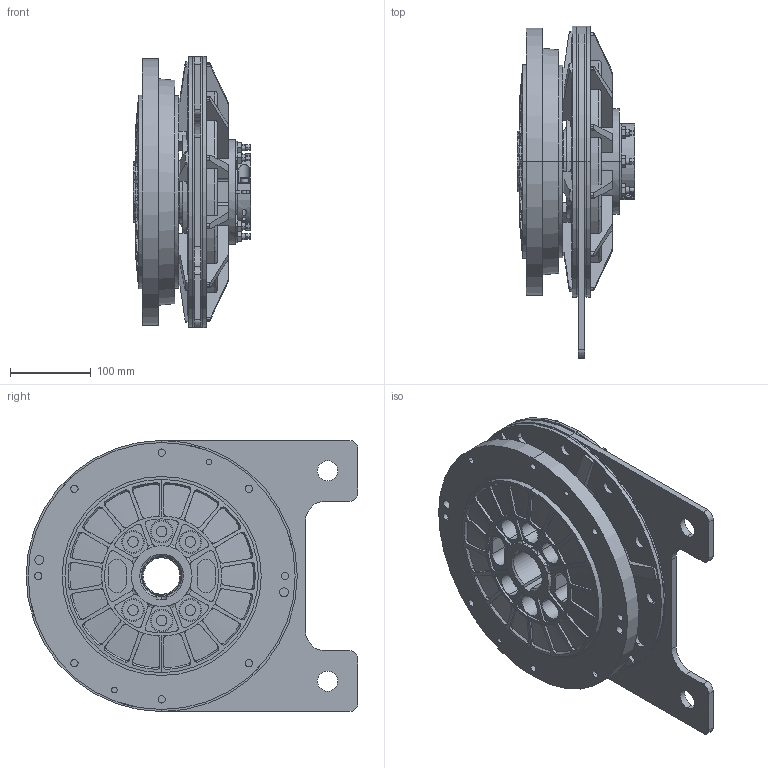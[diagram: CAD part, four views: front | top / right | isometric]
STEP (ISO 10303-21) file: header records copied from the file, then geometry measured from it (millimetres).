
FILE_DESCRIPTION (( 'STEP AP203' ), '1' );
FILE_NAME ('Assem1.STEP', '2017-03-28T06:55:50', ( '新井重治' ), ( '小倉クラッチ' ), 'SwSTEP 2.0', 'SolidWorks 2009', '' );
FILE_SCHEMA (( 'CONFIG_CONTROL_DESIGN' ));
Length unit declared in the file: millimetre
Products named in the file (1): Assem1
Bounding box: 145 x 410 x 335 mm (x, y, z)
Volume: 5483916.2 mm3; surface area: 893036.6 mm2
Topology: 1 solids, 13 shells, 1217 faces, 3167 edges, 2023 vertices
Faces by surface type: cylinder 569, plane 391, cone 174, torus 47, bspline 36
Entity records: 45166 total; most frequent: CARTESIAN_POINT 15496, ORIENTED_EDGE 6282, DIRECTION 6103, EDGE_CURVE 3141, AXIS2_PLACEMENT_3D 2454, VERTEX_POINT 2023, EDGE_LOOP 1396, CIRCLE 1272
